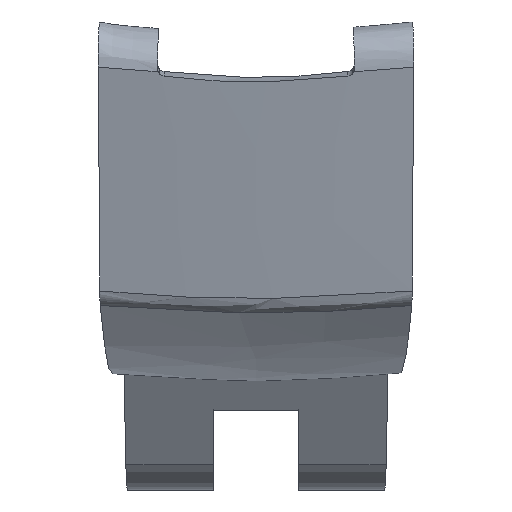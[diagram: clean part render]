
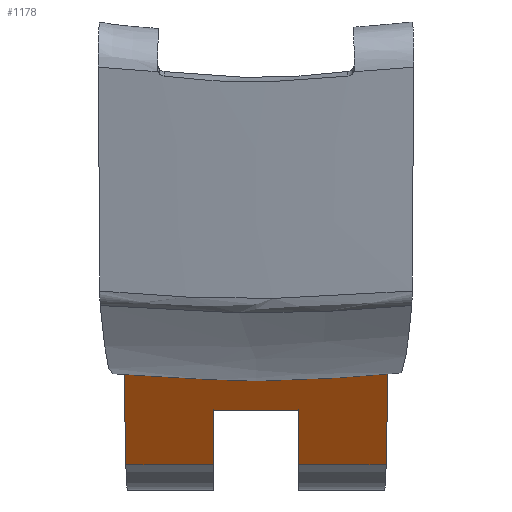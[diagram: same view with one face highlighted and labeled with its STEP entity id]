
A CAD part, top view. The second image highlights one B-rep face of the part: STEP entity #1178.
In plain terms, the highlighted planar face has unit normal (0, -0.545, 0.839).
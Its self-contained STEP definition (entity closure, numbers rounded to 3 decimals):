
#130 = VERTEX_POINT ( 'NONE', #2719 ) ;
#284 = VECTOR ( 'NONE', #1320, 1000. ) ;
#462 = CARTESIAN_POINT ( 'NONE',  ( 4.302, -8.486, 5.206 ) ) ;
#706 = VECTOR ( 'NONE', #6012, 1000. ) ;
#724 = VERTEX_POINT ( 'NONE', #4401 ) ;
#799 = ORIENTED_EDGE ( 'NONE', *, *, #5892, .T. ) ;
#850 = EDGE_CURVE ( 'NONE', #3741, #4383, #2675, .T. ) ;
#852 = LINE ( 'NONE', #2816, #1230 ) ;
#871 = ORIENTED_EDGE ( 'NONE', *, *, #5151, .F. ) ;
#872 = LINE ( 'NONE', #3675, #706 ) ;
#932 = CARTESIAN_POINT ( 'NONE',  ( -12.823, -7.781, 5.664 ) ) ;
#971 = CARTESIAN_POINT ( 'NONE',  ( -4.101, -20.942, -2.882 ) ) ;
#1055 = ORIENTED_EDGE ( 'NONE', *, *, #2751, .F. ) ;
#1119 = VERTEX_POINT ( 'NONE', #932 ) ;
#1178 = ADVANCED_FACE ( 'NONE', ( #4866 ), #4439, .T. ) ;
#1230 = VECTOR ( 'NONE', #3280, 1000. ) ;
#1307 = ORIENTED_EDGE ( 'NONE', *, *, #850, .F. ) ;
#1320 = DIRECTION ( 'NONE',  ( 0., 0.839, 0.545 ) ) ;
#1495 = EDGE_CURVE ( 'NONE', #1119, #3811, #1974, .T. ) ;
#1537 = VECTOR ( 'NONE', #5308, 1000. ) ;
#1642 = VERTEX_POINT ( 'NONE', #4853 ) ;
#1659 = VECTOR ( 'NONE', #3136, 1000. ) ;
#1726 = DIRECTION ( 'NONE',  ( 0., 0.839, 0.545 ) ) ;
#1924 = CARTESIAN_POINT ( 'NONE',  ( 12.823, -7.781, 5.664 ) ) ;
#1974 = B_SPLINE_CURVE_WITH_KNOTS ( 'NONE', 3,
 ( #2306, #4315, #462, #1924 ),
 .UNSPECIFIED., .F., .F.,
 ( 4, 4 ),
 ( -2.602, -0.034 ),
 .UNSPECIFIED. ) ;
#2152 = CARTESIAN_POINT ( 'NONE',  ( -4.101, -20.851, -2.823 ) ) ;
#2306 = CARTESIAN_POINT ( 'NONE',  ( -12.823, -7.781, 5.664 ) ) ;
#2464 = VECTOR ( 'NONE', #1726, 1000. ) ;
#2655 = VERTEX_POINT ( 'NONE', #4579 ) ;
#2675 = LINE ( 'NONE', #6055, #1659 ) ;
#2719 = CARTESIAN_POINT ( 'NONE',  ( 12.551, -20.942, -2.882 ) ) ;
#2751 = EDGE_CURVE ( 'NONE', #1642, #724, #3893, .T. ) ;
#2785 = LINE ( 'NONE', #5934, #284 ) ;
#2789 = ORIENTED_EDGE ( 'NONE', *, *, #1495, .F. ) ;
#2816 = CARTESIAN_POINT ( 'NONE',  ( 4.101, -20.942, -2.882 ) ) ;
#3031 = CARTESIAN_POINT ( 'NONE',  ( 12.603, -18.416, -1.242 ) ) ;
#3136 = DIRECTION ( 'NONE',  ( -1., 0., 0. ) ) ;
#3280 = DIRECTION ( 'NONE',  ( -1., 0., 0. ) ) ;
#3397 = CARTESIAN_POINT ( 'NONE',  ( 12.823, -7.781, 5.664 ) ) ;
#3675 = CARTESIAN_POINT ( 'NONE',  ( -12.604, -18.369, -1.211 ) ) ;
#3701 = DIRECTION ( 'NONE',  ( -0.017, -0.839, -0.545 ) ) ;
#3741 = VERTEX_POINT ( 'NONE', #971 ) ;
#3811 = VERTEX_POINT ( 'NONE', #3397 ) ;
#3828 = ORIENTED_EDGE ( 'NONE', *, *, #5994, .F. ) ;
#3893 = LINE ( 'NONE', #5777, #1537 ) ;
#3937 = EDGE_LOOP ( 'NONE', ( #4375, #1307, #799, #1055, #3828, #871, #5242, #2789 ) ) ;
#4266 = EDGE_CURVE ( 'NONE', #4383, #1119, #872, .T. ) ;
#4315 = CARTESIAN_POINT ( 'NONE',  ( -4.302, -8.486, 5.206 ) ) ;
#4375 = ORIENTED_EDGE ( 'NONE', *, *, #4266, .F. ) ;
#4383 = VERTEX_POINT ( 'NONE', #5011 ) ;
#4401 = CARTESIAN_POINT ( 'NONE',  ( -4.101, -15.768, 0.478 ) ) ;
#4439 = PLANE ( 'NONE',  #5307 ) ;
#4536 = DIRECTION ( 'NONE',  ( 0., -0.545, 0.839 ) ) ;
#4579 = CARTESIAN_POINT ( 'NONE',  ( 4.101, -20.942, -2.882 ) ) ;
#4580 = CARTESIAN_POINT ( 'NONE',  ( 4.101, -20.851, -2.823 ) ) ;
#4853 = CARTESIAN_POINT ( 'NONE',  ( 4.101, -15.768, 0.478 ) ) ;
#4866 = FACE_OUTER_BOUND ( 'NONE', #3937, .T. ) ;
#5011 = CARTESIAN_POINT ( 'NONE',  ( -12.551, -20.942, -2.882 ) ) ;
#5151 = EDGE_CURVE ( 'NONE', #130, #2655, #852, .T. ) ;
#5242 = ORIENTED_EDGE ( 'NONE', *, *, #5616, .F. ) ;
#5307 = AXIS2_PLACEMENT_3D ( 'NONE', #2152, #4536, #5891 ) ;
#5308 = DIRECTION ( 'NONE',  ( -1., 0., 0. ) ) ;
#5328 = VECTOR ( 'NONE', #3701, 1000. ) ;
#5434 = LINE ( 'NONE', #3031, #5328 ) ;
#5616 = EDGE_CURVE ( 'NONE', #3811, #130, #5434, .T. ) ;
#5777 = CARTESIAN_POINT ( 'NONE',  ( 0., -15.768, 0.478 ) ) ;
#5891 = DIRECTION ( 'NONE',  ( -1., 0., 0. ) ) ;
#5892 = EDGE_CURVE ( 'NONE', #3741, #724, #2785, .T. ) ;
#5934 = CARTESIAN_POINT ( 'NONE',  ( -4.101, -20.851, -2.823 ) ) ;
#5992 = LINE ( 'NONE', #4580, #2464 ) ;
#5994 = EDGE_CURVE ( 'NONE', #2655, #1642, #5992, .T. ) ;
#6012 = DIRECTION ( 'NONE',  ( -0.017, 0.839, 0.545 ) ) ;
#6055 = CARTESIAN_POINT ( 'NONE',  ( 4.101, -20.942, -2.882 ) ) ;
